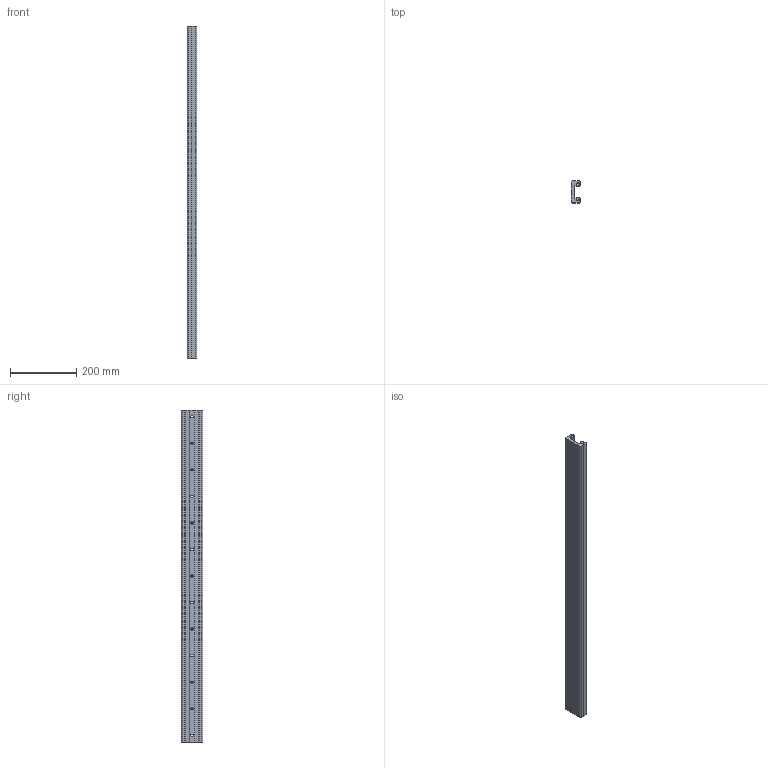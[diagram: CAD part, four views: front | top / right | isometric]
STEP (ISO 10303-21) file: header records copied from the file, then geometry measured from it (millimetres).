
FILE_DESCRIPTION (( 'STEP AP214' ), '1' );
FILE_NAME ('CRT_B0FEB2DFA4.step', '2023-02-09T16:31:55', ( '' ), ( '' ), 'SwSTEP 2.0', 'SolidWorks 2019', '' );
FILE_SCHEMA (( 'AUTOMOTIVE_DESIGN' ));
Length unit declared in the file: inch
Products named in the file (3): rYoih2CQI5_CADModel_0; CRT_B0FEB2DFA4
Assembly tree (1 placements, depth 2):
  rYoih2CQI5_CADModel_0
  CRT_B0FEB2DFA4
    rYoih2CQI5_CADModel_0
Bounding box: 28.79 x 65 x 1000 mm (x, y, z)
Volume: 1074479.9 mm3; surface area: 312481.7 mm2
Topology: 3 solids, 3 shells, 189 faces, 510 edges, 340 vertices
Faces by surface type: cylinder 128, plane 61
Entity records: 8680 total; most frequent: DIRECTION 1154, CARTESIAN_POINT 1044, ORIENTED_EDGE 1020, EDGE_CURVE 510, AXIS2_PLACEMENT_3D 450, VERTEX_POINT 340, CIRCLE 256, LINE 254
